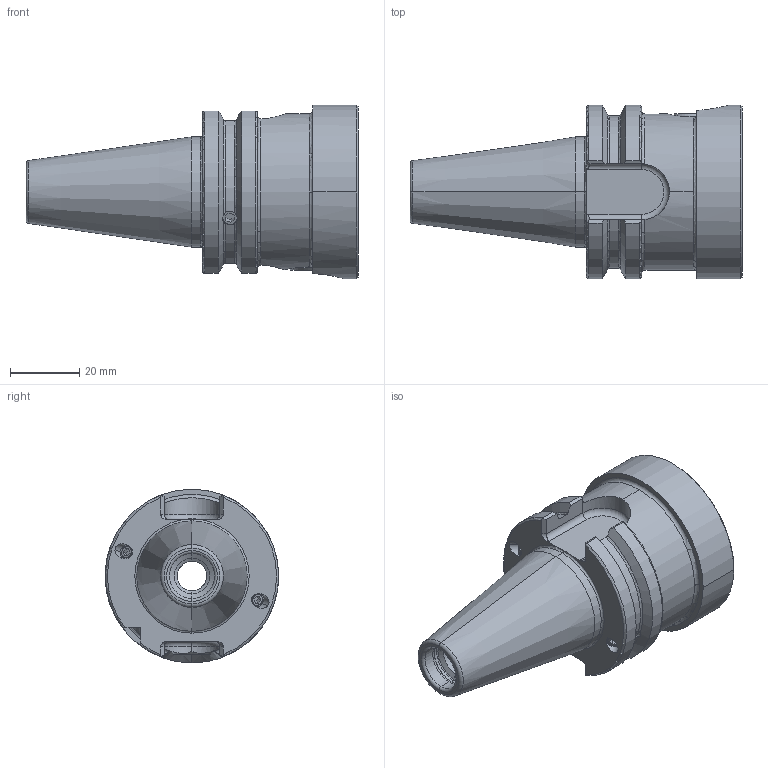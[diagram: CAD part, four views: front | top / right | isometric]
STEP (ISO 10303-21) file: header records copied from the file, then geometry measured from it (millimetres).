
FILE_DESCRIPTION (( 'STEP AP203' ), '1' );
FILE_NAME ('A14.430.050.048.STEP', '2024-08-27T07:15:55', ( '' ), ( '' ), 'SwSTEP 2.0', 'SolidWorks 2022', '' );
FILE_SCHEMA (( 'CONFIG_CONTROL_DESIGN' ));
Length unit declared in the file: millimetre
Products named in the file (5): ISO 4026 - M4 x 3_PreviewCfg; ISO 4026 - M5 x 5_PreviewCfg; SB3-WH5.K01.048_B_mit Bundkühlung; WH5-ER1.001.017; A14.430.050.048
Assembly tree (6 placements, depth 2):
  A14.430.050.048
    SB3-WH5.K01.048_B_mit Bundkühlung
    WH5-ER1.001.017  x2
    ISO 4026 - M4 x 3_PreviewCfg  x2
    ISO 4026 - M5 x 5_PreviewCfg
Bounding box: 95.65 x 50 x 50 mm (x, y, z)
Volume: 78941.4 mm3; surface area: 22125.9 mm2
Topology: 6 solids, 6 shells, 252 faces, 619 edges, 375 vertices
Faces by surface type: plane 87, cylinder 70, cone 52, torus 43
Entity records: 7653 total; most frequent: CARTESIAN_POINT 2198, ORIENTED_EDGE 1042, DIRECTION 1018, EDGE_CURVE 521, AXIS2_PLACEMENT_3D 404, VERTEX_POINT 320, EDGE_LOOP 221, LINE 210
